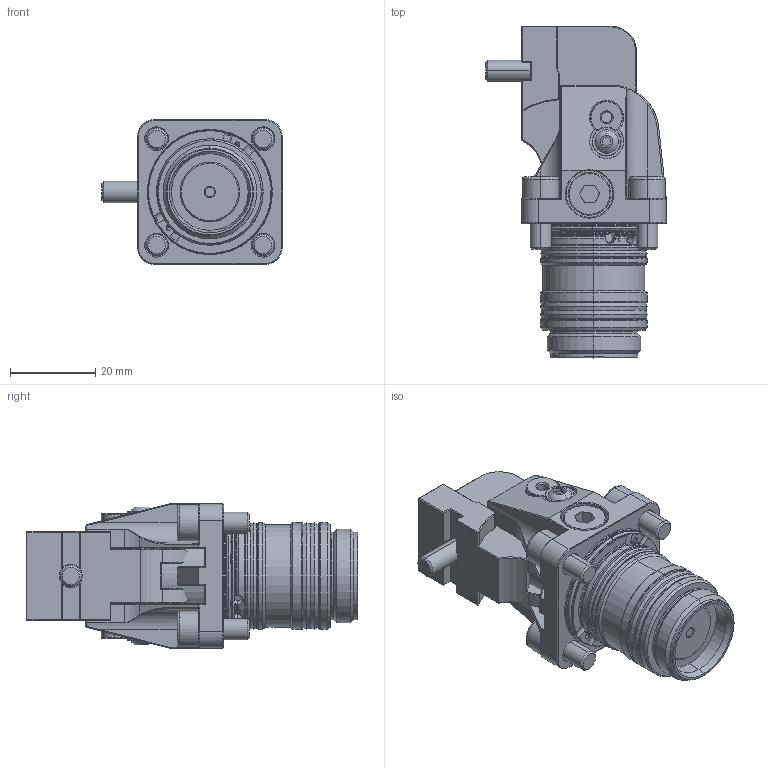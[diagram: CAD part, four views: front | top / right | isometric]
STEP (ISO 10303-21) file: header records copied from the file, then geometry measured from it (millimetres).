
FILE_DESCRIPTION (( 'STEP AP214' ), '1' );
FILE_NAME ('DLSP-A1805-030.step', '2025-12-19T07:53:22', ( '' ), ( '' ), 'SwSTEP 2.0', 'SolidWorks 2025', '' );
FILE_SCHEMA (( 'AUTOMOTIVE_DESIGN' ));
Length unit declared in the file: millimetre
Products named in the file (1): DLSP-A1805-030
Bounding box: 42.39 x 77.95 x 34 mm (x, y, z)
Volume: 46130.7 mm3; surface area: 21647.1 mm2
Topology: 16 solids, 16 shells, 882 faces, 2031 edges, 1207 vertices
Faces by surface type: plane 340, cylinder 222, cone 216, torus 86, bspline 14, sphere 4
Entity records: 26944 total; most frequent: CARTESIAN_POINT 6895, DIRECTION 4299, ORIENTED_EDGE 4026, EDGE_CURVE 2013, AXIS2_PLACEMENT_3D 1650, VERTEX_POINT 1207, VECTOR 999, LINE 999
